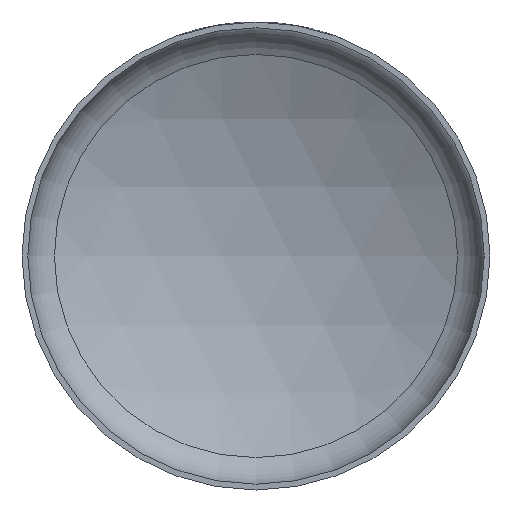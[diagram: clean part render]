
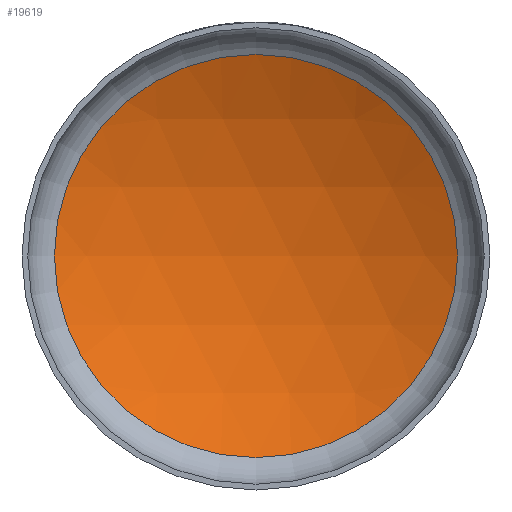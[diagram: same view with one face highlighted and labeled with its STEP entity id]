
A CAD part, front view. The second image highlights one B-rep face of the part: STEP entity #19619.
In plain terms, the highlighted spherical face has radius 323.9 mm.
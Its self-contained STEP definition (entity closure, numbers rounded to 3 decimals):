
#3160 = VERTEX_POINT ( 'NONE', #27086 ) ;
#3397 = AXIS2_PLACEMENT_3D ( 'NONE', #19556, #19643, #19838 ) ;
#5802 = DIRECTION ( 'NONE',  ( 1., 0., 0. ) ) ;
#5835 = SPHERICAL_SURFACE ( 'NONE', #25072, 323.9 ) ;
#12296 = DIRECTION ( 'NONE',  ( 0., 0., 1. ) ) ;
#12320 = EDGE_LOOP ( 'NONE', ( #22571 ) ) ;
#12852 = FACE_OUTER_BOUND ( 'NONE', #12320, .T. ) ;
#14479 = CARTESIAN_POINT ( 'NONE',  ( 0., -244.083, 0. ) ) ;
#17598 = EDGE_CURVE ( 'NONE', #3160, #3160, #27369, .T. ) ;
#19556 = CARTESIAN_POINT ( 'NONE',  ( 0., 48.231, 0. ) ) ;
#19619 = ADVANCED_FACE ( 'NONE', ( #12852 ), #5835, .F. ) ;
#19643 = DIRECTION ( 'NONE',  ( 0., -1., 0. ) ) ;
#19838 = DIRECTION ( 'NONE',  ( 0., 0., -1. ) ) ;
#22571 = ORIENTED_EDGE ( 'NONE', *, *, #17598, .T. ) ;
#25072 = AXIS2_PLACEMENT_3D ( 'NONE', #14479, #12296, #5802 ) ;
#27086 = CARTESIAN_POINT ( 'NONE',  ( 0., 48.231, -139.511 ) ) ;
#27369 = CIRCLE ( 'NONE', #3397, 139.511 ) ;
